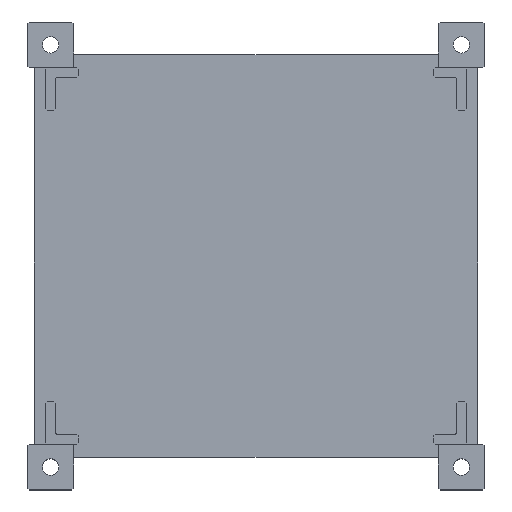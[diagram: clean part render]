
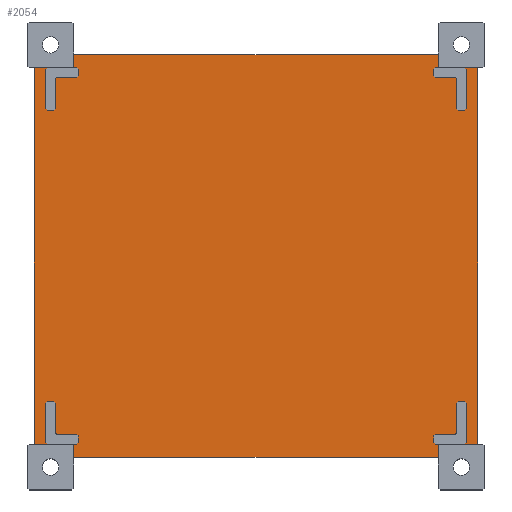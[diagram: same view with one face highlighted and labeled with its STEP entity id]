
A CAD part, top view. The second image highlights one B-rep face of the part: STEP entity #2054.
In plain terms, the highlighted planar face has unit normal (0, 0, 1).
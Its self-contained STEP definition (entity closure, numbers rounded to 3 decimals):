
#96=FACE_OUTER_BOUND('',#210,.T.);
#210=EDGE_LOOP('',(#1555,#1556,#1557,#1558,#1559,#1560,#1561,#1562,#1563,
#1564,#1565,#1566,#1567,#1568,#1569,#1570));
#298=LINE('',#2835,#576);
#327=LINE('',#2897,#605);
#350=LINE('',#2947,#628);
#361=LINE('',#2968,#639);
#364=LINE('',#2973,#642);
#365=LINE('',#2975,#643);
#366=LINE('',#2978,#644);
#368=LINE('',#2982,#646);
#373=LINE('',#2993,#651);
#375=LINE('',#2997,#653);
#395=LINE('',#3037,#673);
#410=LINE('',#3064,#688);
#411=LINE('',#3066,#689);
#412=LINE('',#3069,#690);
#414=LINE('',#3072,#692);
#415=LINE('',#3074,#693);
#576=VECTOR('',#2298,10.);
#605=VECTOR('',#2345,10.);
#628=VECTOR('',#2386,10.);
#639=VECTOR('',#2401,10.);
#642=VECTOR('',#2406,10.);
#643=VECTOR('',#2409,10.);
#644=VECTOR('',#2412,10.);
#646=VECTOR('',#2416,10.);
#651=VECTOR('',#2423,10.);
#653=VECTOR('',#2427,10.);
#673=VECTOR('',#2455,10.);
#688=VECTOR('',#2484,10.);
#689=VECTOR('',#2487,10.);
#690=VECTOR('',#2490,10.);
#692=VECTOR('',#2494,10.);
#693=VECTOR('',#2497,10.);
#850=VERTEX_POINT('',#2832);
#851=VERTEX_POINT('',#2834);
#874=VERTEX_POINT('',#2894);
#875=VERTEX_POINT('',#2896);
#892=VERTEX_POINT('',#2944);
#893=VERTEX_POINT('',#2946);
#900=VERTEX_POINT('',#2965);
#901=VERTEX_POINT('',#2967);
#902=VERTEX_POINT('',#2971);
#903=VERTEX_POINT('',#2977);
#904=VERTEX_POINT('',#2981);
#908=VERTEX_POINT('',#2990);
#909=VERTEX_POINT('',#2992);
#910=VERTEX_POINT('',#2996);
#926=VERTEX_POINT('',#3035);
#932=VERTEX_POINT('',#3068);
#1051=EDGE_CURVE('',#850,#851,#298,.T.);
#1082=EDGE_CURVE('',#874,#875,#327,.T.);
#1107=EDGE_CURVE('',#892,#893,#350,.T.);
#1118=EDGE_CURVE('',#900,#901,#361,.T.);
#1121=EDGE_CURVE('',#902,#850,#364,.F.);
#1122=EDGE_CURVE('',#901,#892,#365,.F.);
#1123=EDGE_CURVE('',#875,#903,#366,.F.);
#1125=EDGE_CURVE('',#903,#904,#368,.T.);
#1130=EDGE_CURVE('',#908,#909,#373,.F.);
#1132=EDGE_CURVE('',#909,#910,#375,.T.);
#1153=EDGE_CURVE('',#926,#908,#395,.T.);
#1168=EDGE_CURVE('',#874,#910,#410,.T.);
#1169=EDGE_CURVE('',#900,#904,#411,.T.);
#1170=EDGE_CURVE('',#932,#893,#412,.T.);
#1172=EDGE_CURVE('',#926,#851,#414,.T.);
#1173=EDGE_CURVE('',#932,#902,#415,.T.);
#1555=ORIENTED_EDGE('',*,*,#1153,.F.);
#1556=ORIENTED_EDGE('',*,*,#1172,.T.);
#1557=ORIENTED_EDGE('',*,*,#1051,.F.);
#1558=ORIENTED_EDGE('',*,*,#1121,.F.);
#1559=ORIENTED_EDGE('',*,*,#1173,.F.);
#1560=ORIENTED_EDGE('',*,*,#1170,.T.);
#1561=ORIENTED_EDGE('',*,*,#1107,.F.);
#1562=ORIENTED_EDGE('',*,*,#1122,.F.);
#1563=ORIENTED_EDGE('',*,*,#1118,.F.);
#1564=ORIENTED_EDGE('',*,*,#1169,.T.);
#1565=ORIENTED_EDGE('',*,*,#1125,.F.);
#1566=ORIENTED_EDGE('',*,*,#1123,.F.);
#1567=ORIENTED_EDGE('',*,*,#1082,.F.);
#1568=ORIENTED_EDGE('',*,*,#1168,.T.);
#1569=ORIENTED_EDGE('',*,*,#1132,.F.);
#1570=ORIENTED_EDGE('',*,*,#1130,.F.);
#1954=PLANE('',#2186);
#2054=ADVANCED_FACE('',(#96),#1954,.T.);
#2186=AXIS2_PLACEMENT_3D('',#3073,#2495,#2496);
#2298=DIRECTION('',(0.,1.,0.));
#2345=DIRECTION('',(-1.,0.,0.));
#2386=DIRECTION('',(-1.,0.,0.));
#2401=DIRECTION('',(0.,1.,0.));
#2406=DIRECTION('',(-0.707,-0.707,0.));
#2409=DIRECTION('',(0.707,-0.707,0.));
#2412=DIRECTION('',(0.707,0.707,0.));
#2416=DIRECTION('',(0.,-1.,0.));
#2423=DIRECTION('',(-0.707,0.707,0.));
#2427=DIRECTION('',(1.,0.,0.));
#2455=DIRECTION('',(0.,-1.,0.));
#2484=DIRECTION('',(0.,1.,0.));
#2487=DIRECTION('',(1.,0.,0.));
#2490=DIRECTION('',(0.,-1.,0.));
#2494=DIRECTION('',(-1.,0.,0.));
#2495=DIRECTION('center_axis',(0.,0.,1.));
#2496=DIRECTION('ref_axis',(1.,0.,0.));
#2497=DIRECTION('',(1.,0.,0.));
#2832=CARTESIAN_POINT('',(-55.75,58.,1.));
#2834=CARTESIAN_POINT('',(-55.75,61.5,1.));
#2835=CARTESIAN_POINT('',(-55.75,28.75,1.));
#2894=CARTESIAN_POINT('',(67.75,-57.5,1.));
#2896=CARTESIAN_POINT('',(56.25,-57.5,1.));
#2897=CARTESIAN_POINT('',(34.875,-57.5,1.));
#2944=CARTESIAN_POINT('',(-56.25,-57.5,1.));
#2946=CARTESIAN_POINT('',(-67.75,-57.5,1.));
#2947=CARTESIAN_POINT('',(-27.875,-57.5,1.));
#2965=CARTESIAN_POINT('',(-55.75,-61.5,1.));
#2967=CARTESIAN_POINT('',(-55.75,-58.,1.));
#2968=CARTESIAN_POINT('',(-55.75,-35.75,1.));
#2971=CARTESIAN_POINT('',(-56.25,57.5,1.));
#2973=CARTESIAN_POINT('',(-56.438,57.312,1.));
#2975=CARTESIAN_POINT('',(-56.438,-57.313,1.));
#2977=CARTESIAN_POINT('',(55.75,-58.,1.));
#2978=CARTESIAN_POINT('',(56.438,-57.312,1.));
#2981=CARTESIAN_POINT('',(55.75,-61.5,1.));
#2982=CARTESIAN_POINT('',(55.75,-28.75,1.));
#2990=CARTESIAN_POINT('',(55.75,58.,1.));
#2992=CARTESIAN_POINT('',(56.25,57.5,1.));
#2993=CARTESIAN_POINT('',(56.438,57.313,1.));
#2996=CARTESIAN_POINT('',(67.75,57.5,1.));
#2997=CARTESIAN_POINT('',(27.875,57.5,1.));
#3035=CARTESIAN_POINT('',(55.75,61.5,1.));
#3037=CARTESIAN_POINT('',(55.75,35.75,1.));
#3064=CARTESIAN_POINT('',(67.75,-57.5,1.));
#3066=CARTESIAN_POINT('',(-55.75,-61.5,1.));
#3068=CARTESIAN_POINT('',(-67.75,57.5,1.));
#3069=CARTESIAN_POINT('',(-67.75,57.5,1.));
#3072=CARTESIAN_POINT('',(55.75,61.5,1.));
#3073=CARTESIAN_POINT('Origin',(0.,0.,1.));
#3074=CARTESIAN_POINT('',(-34.875,57.5,1.));
